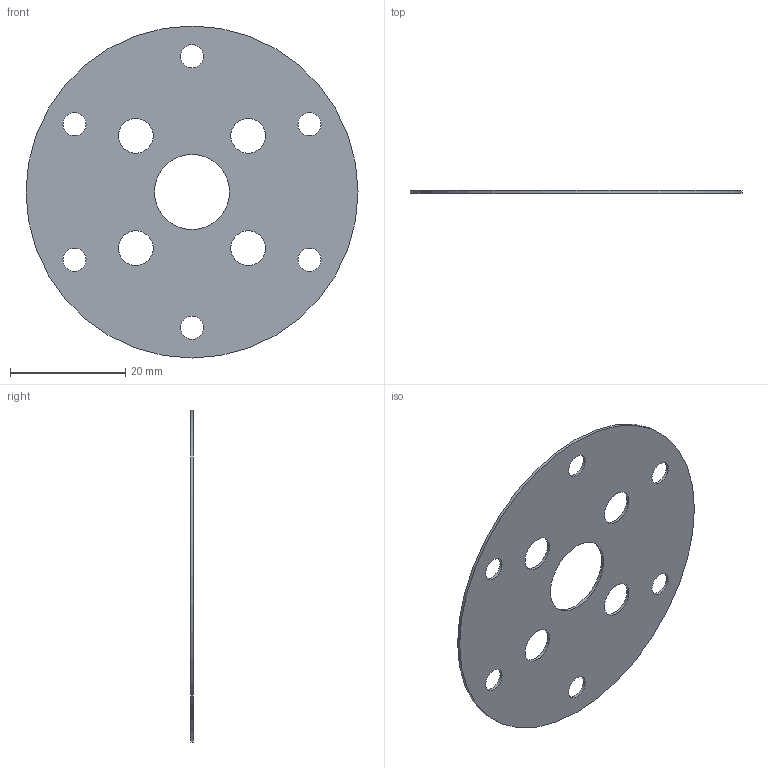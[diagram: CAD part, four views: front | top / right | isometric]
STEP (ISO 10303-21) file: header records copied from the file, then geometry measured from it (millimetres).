
FILE_DESCRIPTION(/* description */ (''),/* implementation_level */ '2;1');
FILE_NAME(/* name */ 'lamelles radiateur rc v2.step',/* time_stamp */ '2023-01-03T21:13:27+01:00',/* author */ (''),/* organization */ (''),/* preprocessor_version */ 'ST-DEVELOPER v19.2',/* originating_system */ 'Autodesk Translation Framework v11.17.0.187',/* authorisation */ '');
FILE_SCHEMA (('AUTOMOTIVE_DESIGN { 1 0 10303 214 3 1 1 }'));
Length unit declared in the file: millimetre
Products named in the file (1): lamelles radiateur rc
Bounding box: 57.5 x 0.5 x 57.5 mm (x, y, z)
Volume: 1137.7 mm3; surface area: 4737.1 mm2
Topology: 1 solids, 1 shells, 14 faces, 36 edges, 24 vertices
Faces by surface type: cylinder 12, plane 2
Full cylindrical faces by diameter (mm): 4 x6, 6 x4, 13 x1, 57.5 x1
Entity records: 521 total; most frequent: DIRECTION 90, CARTESIAN_POINT 75, ORIENTED_EDGE 72, AXIS2_PLACEMENT_3D 39, EDGE_LOOP 36, EDGE_CURVE 36, CIRCLE 24, VERTEX_POINT 24
